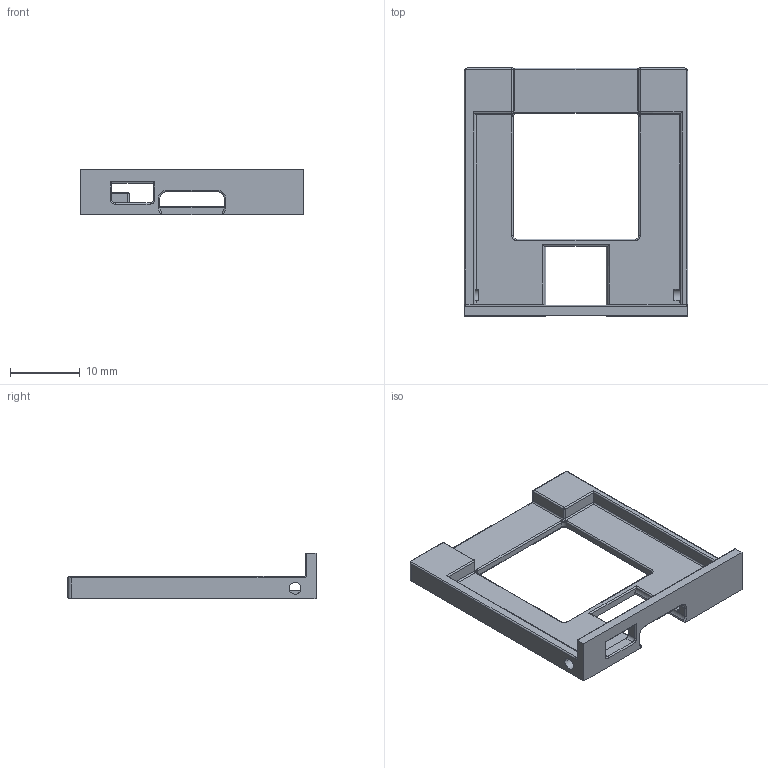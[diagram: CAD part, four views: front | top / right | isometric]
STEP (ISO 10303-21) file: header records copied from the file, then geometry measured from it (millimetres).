
FILE_DESCRIPTION (( 'STEP AP203' ), '1' );
FILE_NAME ('囀褲.STEP', '2021-10-15T14:57:15', ( '' ), ( '' ), 'SwSTEP 2.0', 'SolidWorks 2020', '' );
FILE_SCHEMA (( 'CONFIG_CONTROL_DESIGN' ));
Length unit declared in the file: millimetre
Products named in the file (1): 囀褲
Bounding box: 32 x 35.5 x 6.5 mm (x, y, z)
Volume: 1344.2 mm3; surface area: 2376.3 mm2
Topology: 1 solids, 1 shells, 149 faces, 368 edges, 212 vertices
Faces by surface type: cylinder 76, plane 33, torus 32, sphere 6, bspline 2
Entity records: 4527 total; most frequent: CARTESIAN_POINT 910, DIRECTION 798, ORIENTED_EDGE 724, EDGE_CURVE 362, AXIS2_PLACEMENT_3D 316, VERTEX_POINT 212, CIRCLE 168, VECTOR 166
